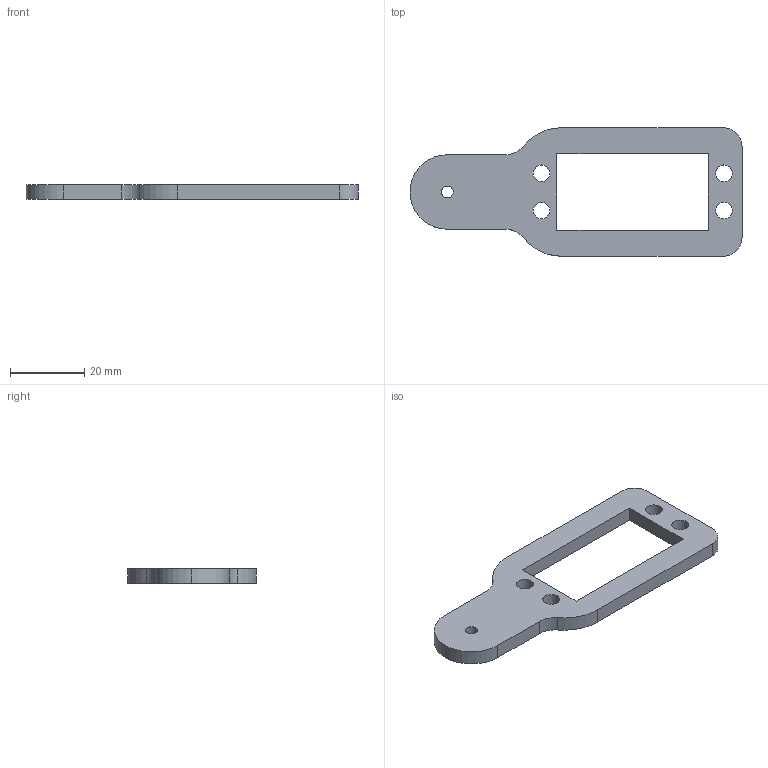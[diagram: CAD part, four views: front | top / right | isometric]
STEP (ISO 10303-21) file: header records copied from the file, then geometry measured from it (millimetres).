
FILE_DESCRIPTION (( 'STEP AP203' ), '1' );
FILE_NAME ('Antebrazo2_Default_sldprt.STEP', '2020-11-03T14:01:34', ( '' ), ( '' ), 'SwSTEP 2.0', 'SolidWorks 2020', '' );
FILE_SCHEMA (( 'CONFIG_CONTROL_DESIGN' ));
Length unit declared in the file: millimetre
Products named in the file (1): Antebrazo2_Default_sldprt
Bounding box: 89.15 x 34.5 x 4 mm (x, y, z)
Volume: 6601.7 mm3; surface area: 4954.3 mm2
Topology: 1 solids, 1 shells, 29 faces, 81 edges, 54 vertices
Faces by surface type: cylinder 18, plane 11
Entity records: 1052 total; most frequent: DIRECTION 177, CARTESIAN_POINT 165, ORIENTED_EDGE 162, EDGE_CURVE 81, AXIS2_PLACEMENT_3D 66, VERTEX_POINT 54, LINE 45, VECTOR 45
